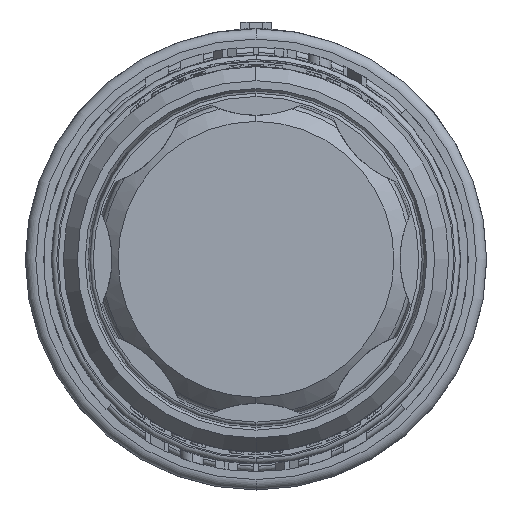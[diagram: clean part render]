
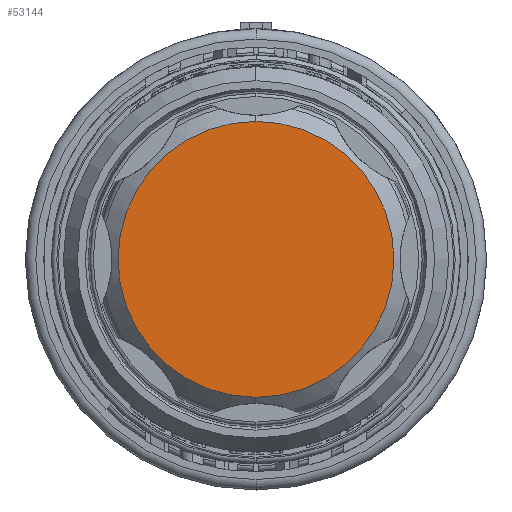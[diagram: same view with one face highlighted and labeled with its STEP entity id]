
A CAD part, left-side view. The second image highlights one B-rep face of the part: STEP entity #53144.
In plain terms, the highlighted planar face has unit normal (-1, 0, 0).
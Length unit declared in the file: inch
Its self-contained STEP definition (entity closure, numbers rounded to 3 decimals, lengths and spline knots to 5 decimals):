
#3086 = FACE_OUTER_BOUND ( 'NONE', #55964, .T. ) ;
#3914 = CARTESIAN_POINT ( 'NONE',  ( -4.70024, 0., 0. ) ) ;
#4243 = DIRECTION ( 'NONE',  ( 0., 0., 1. ) ) ;
#4405 = CIRCLE ( 'NONE', #43941, 0.82246 ) ;
#4593 = VERTEX_POINT ( 'NONE', #24754 ) ;
#5423 = VERTEX_POINT ( 'NONE', #51997 ) ;
#6943 = ORIENTED_EDGE ( 'NONE', *, *, #53235, .T. ) ;
#17176 = DIRECTION ( 'NONE',  ( 1., 0., 0. ) ) ;
#19788 = CIRCLE ( 'NONE', #21671, 0.82246 ) ;
#21671 = AXIS2_PLACEMENT_3D ( 'NONE', #26070, #43677, #4243 ) ;
#22348 = DIRECTION ( 'NONE',  ( 0., 0., 1. ) ) ;
#24754 = CARTESIAN_POINT ( 'NONE',  ( -4.70024, 0., -0.82246 ) ) ;
#26070 = CARTESIAN_POINT ( 'NONE',  ( -4.70024, 0., 0. ) ) ;
#32280 = EDGE_CURVE ( 'NONE', #4593, #5423, #4405, .T. ) ;
#34169 = PLANE ( 'NONE',  #44678 ) ;
#34684 = DIRECTION ( 'NONE',  ( 0., 0., 1. ) ) ;
#39297 = DIRECTION ( 'NONE',  ( -1., 0., 0. ) ) ;
#43677 = DIRECTION ( 'NONE',  ( -1., 0., 0. ) ) ;
#43941 = AXIS2_PLACEMENT_3D ( 'NONE', #3914, #39297, #34684 ) ;
#44255 = CARTESIAN_POINT ( 'NONE',  ( -4.70024, 0., -0.82246 ) ) ;
#44678 = AXIS2_PLACEMENT_3D ( 'NONE', #44255, #17176, #22348 ) ;
#51997 = CARTESIAN_POINT ( 'NONE',  ( -4.70024, 0., 0.82246 ) ) ;
#53144 = ADVANCED_FACE ( 'NONE', ( #3086 ), #34169, .F. ) ;
#53235 = EDGE_CURVE ( 'NONE', #5423, #4593, #19788, .T. ) ;
#55117 = ORIENTED_EDGE ( 'NONE', *, *, #32280, .T. ) ;
#55964 = EDGE_LOOP ( 'NONE', ( #6943, #55117 ) ) ;
